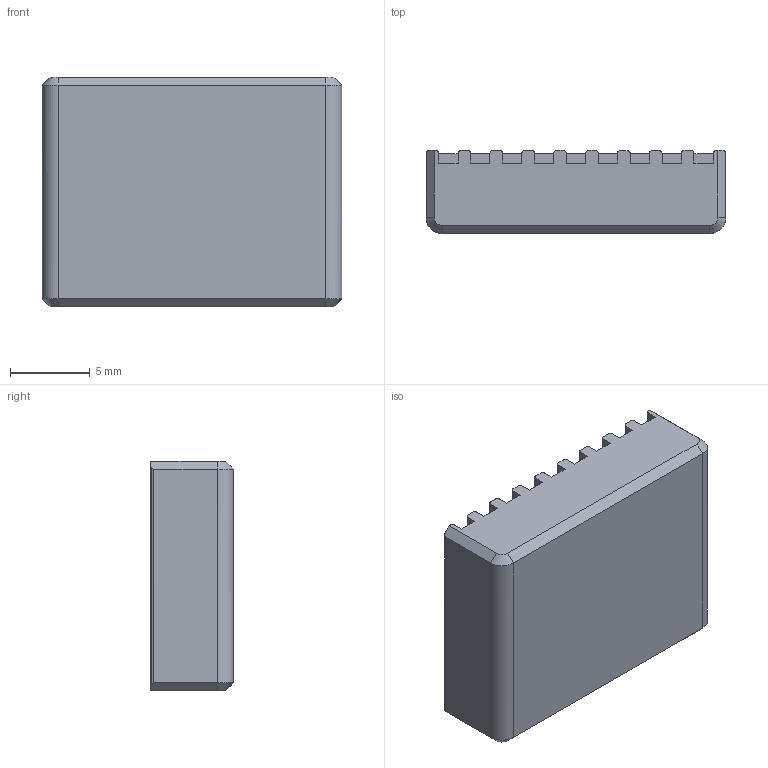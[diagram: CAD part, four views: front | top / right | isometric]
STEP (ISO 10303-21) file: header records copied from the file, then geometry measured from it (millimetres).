
FILE_DESCRIPTION(/* description */ (''),/* implementation_level */ '2;1');
FILE_NAME(/* name */ 'belt_holder.step',/* time_stamp */ '2024-03-06T19:03:32+08:00',/* author */ (''),/* organization */ (''),/* preprocessor_version */ 'ST-DEVELOPER v20',/* originating_system */ 'Autodesk Translation Framework v12.20.1.177',/* authorisation */ '');
FILE_SCHEMA (('AUTOMOTIVE_DESIGN { 1 0 10303 214 3 1 1 }'));
Length unit declared in the file: millimetre
Products named in the file (2): 写字机组装; 同步带固定片（2个）
Assembly tree (1 placements, depth 2):
  写字机组装
    同步带固定片（2个）
Bounding box: 18.8 x 5.2 x 14.4 mm (x, y, z)
Volume: 1273.8 mm3; surface area: 1023.2 mm2
Topology: 1 solids, 1 shells, 127 faces, 367 edges, 242 vertices
Faces by surface type: plane 83, cylinder 40, cone 4
Entity records: 4250 total; most frequent: CARTESIAN_POINT 789, ORIENTED_EDGE 734, DIRECTION 703, EDGE_CURVE 367, LINE 279, VECTOR 279, VERTEX_POINT 242, AXIS2_PLACEMENT_3D 212
